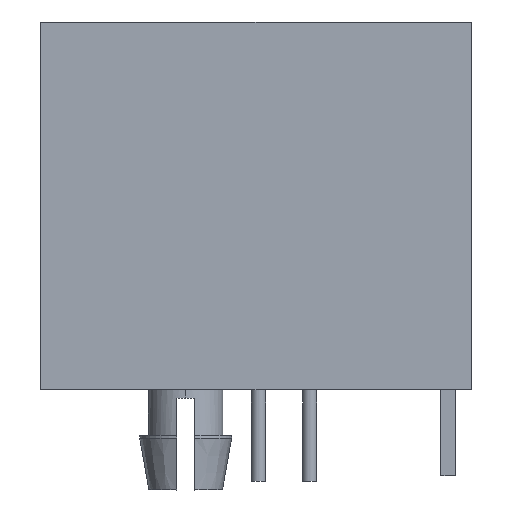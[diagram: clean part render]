
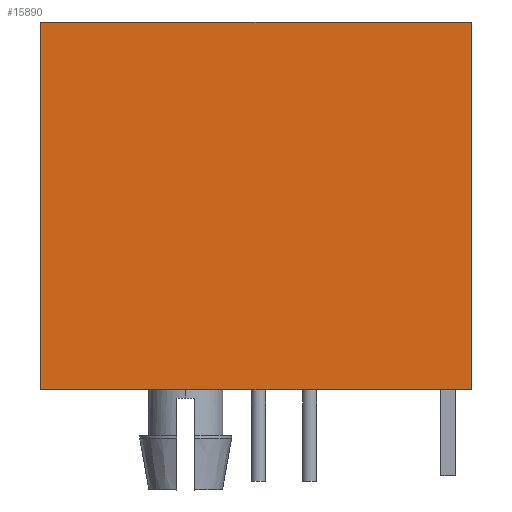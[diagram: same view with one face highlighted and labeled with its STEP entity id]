
A CAD part, left-side view. The second image highlights one B-rep face of the part: STEP entity #15890.
In plain terms, the highlighted planar face has unit normal (-1, 0, 0).
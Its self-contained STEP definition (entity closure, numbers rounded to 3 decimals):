
#499 = VECTOR ( 'NONE', #16835, 1000. ) ;
#958 = LINE ( 'NONE', #18881, #9128 ) ;
#2124 = AXIS2_PLACEMENT_3D ( 'NONE', #16773, #7314, #7106 ) ;
#2250 = DIRECTION ( 'NONE',  ( 0., -1., 0. ) ) ;
#2318 = ORIENTED_EDGE ( 'NONE', *, *, #16454, .T. ) ;
#2453 = EDGE_CURVE ( 'NONE', #8991, #5915, #15944, .T. ) ;
#4305 = VERTEX_POINT ( 'NONE', #4441 ) ;
#4441 = CARTESIAN_POINT ( 'NONE',  ( -15.875, -4.115, 12.8 ) ) ;
#5915 = VERTEX_POINT ( 'NONE', #13285 ) ;
#6081 = CARTESIAN_POINT ( 'NONE',  ( -15.875, -4.115, 0. ) ) ;
#6919 = PLANE ( 'NONE',  #2124 ) ;
#7106 = DIRECTION ( 'NONE',  ( 0., 1., 0. ) ) ;
#7314 = DIRECTION ( 'NONE',  ( 1., 0., 0. ) ) ;
#7344 = LINE ( 'NONE', #10568, #13026 ) ;
#7556 = LINE ( 'NONE', #6081, #499 ) ;
#7620 = DIRECTION ( 'NONE',  ( 0., 0., 1. ) ) ;
#8257 = CARTESIAN_POINT ( 'NONE',  ( -15.875, 10.885, 12.8 ) ) ;
#8991 = VERTEX_POINT ( 'NONE', #16872 ) ;
#9128 = VECTOR ( 'NONE', #2250, 1000. ) ;
#9565 = ORIENTED_EDGE ( 'NONE', *, *, #2453, .T. ) ;
#9909 = EDGE_CURVE ( 'NONE', #8991, #4305, #958, .T. ) ;
#10568 = CARTESIAN_POINT ( 'NONE',  ( -15.875, -4.115, 12.8 ) ) ;
#11272 = FACE_OUTER_BOUND ( 'NONE', #18926, .T. ) ;
#11484 = ORIENTED_EDGE ( 'NONE', *, *, #9909, .F. ) ;
#12907 = DIRECTION ( 'NONE',  ( 0., 0., -1. ) ) ;
#12970 = CARTESIAN_POINT ( 'NONE',  ( -15.875, -4.115, 0. ) ) ;
#13026 = VECTOR ( 'NONE', #7620, 1000. ) ;
#13285 = CARTESIAN_POINT ( 'NONE',  ( -15.875, 10.885, 0. ) ) ;
#13606 = ORIENTED_EDGE ( 'NONE', *, *, #15104, .F. ) ;
#13906 = VECTOR ( 'NONE', #12907, 1000. ) ;
#15104 = EDGE_CURVE ( 'NONE', #19102, #5915, #7556, .T. ) ;
#15890 = ADVANCED_FACE ( 'NONE', ( #11272 ), #6919, .F. ) ;
#15944 = LINE ( 'NONE', #8257, #13906 ) ;
#16454 = EDGE_CURVE ( 'NONE', #19102, #4305, #7344, .T. ) ;
#16773 = CARTESIAN_POINT ( 'NONE',  ( -15.875, -4.115, 12.8 ) ) ;
#16835 = DIRECTION ( 'NONE',  ( 0., 1., 0. ) ) ;
#16872 = CARTESIAN_POINT ( 'NONE',  ( -15.875, 10.885, 12.8 ) ) ;
#18881 = CARTESIAN_POINT ( 'NONE',  ( -15.875, 3.385, 12.8 ) ) ;
#18926 = EDGE_LOOP ( 'NONE', ( #2318, #11484, #9565, #13606 ) ) ;
#19102 = VERTEX_POINT ( 'NONE', #12970 ) ;
